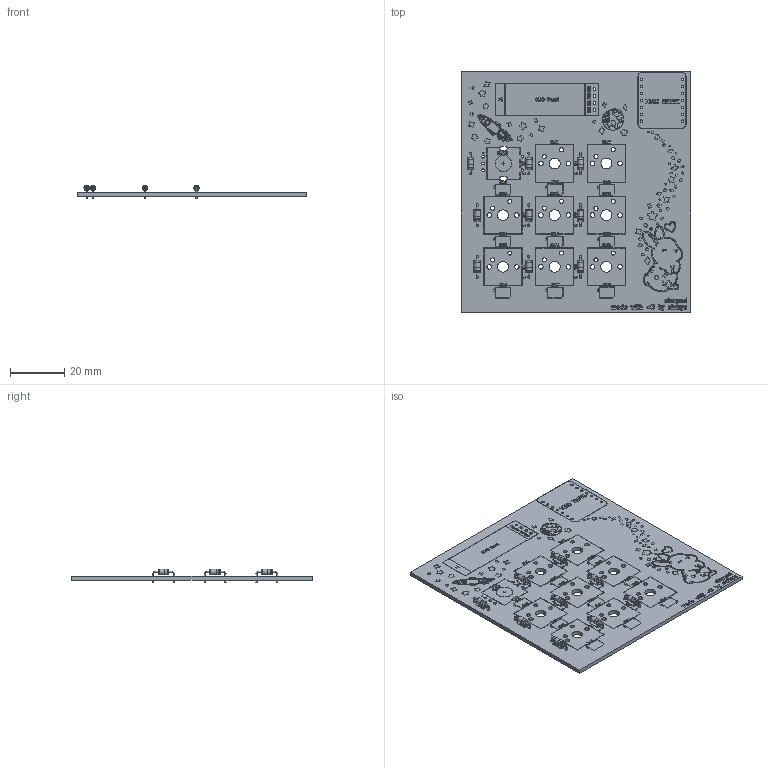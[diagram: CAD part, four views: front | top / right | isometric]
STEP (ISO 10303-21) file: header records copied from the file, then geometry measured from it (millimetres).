
FILE_DESCRIPTION(('KiCad electronic assembly'),'2;1');
FILE_NAME('starpad.step','2025-07-04T19:06:00',('Pcbnew'),('Kicad'), 'Open CASCADE STEP processor 7.8','KiCad to STEP converter','Unknown' );
FILE_SCHEMA(('AUTOMOTIVE_DESIGN { 1 0 10303 214 1 1 1 1 }'));
Length unit declared in the file: millimetre
Products named in the file (4): starpad 1; D_DO-35_SOD27_P7.62mm_Horizontal; starpad_silkscreen; starpad_PCB
Assembly tree (11 placements, depth 2):
  starpad 1
    D_DO-35_SOD27_P7.62mm_Horizontal  x9
    starpad_silkscreen
    starpad_PCB
Bounding box: 84.62 x 88.51 x 5.01 mm (x, y, z)
Volume: 11148.9 mm3; surface area: 16566.8 mm2
Topology: 19 solids, 231 shells, 451 faces, 8205 edges, 8022 vertices
Faces by surface type: plane 276, cylinder 139, torus 36
Full cylindrical faces by diameter (mm): 0.5 x27, 0.8 x18, 0.889 x14, 1 x9, 1.5 x16, 1.7 x16, 2 x18, 2.02 x9, 4 x8
Entity records: 71241 total; most frequent: CARTESIAN_POINT 16258, DIRECTION 9810, ORIENTED_EDGE 8316, EDGE_CURVE 8013, VERTEX_POINT 7910, LINE 6886, VECTOR 6886, AXIS2_PLACEMENT_3D 1462
